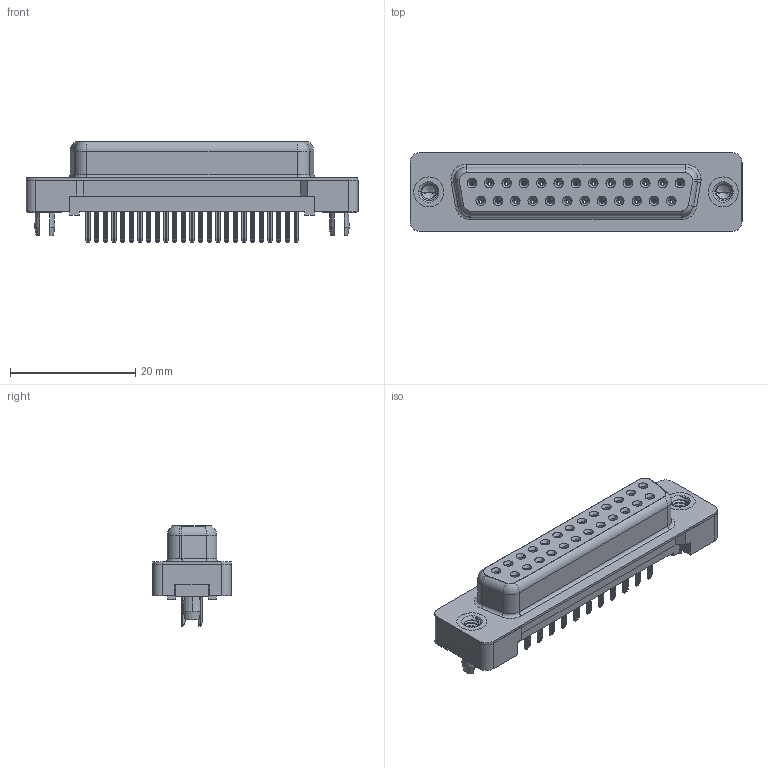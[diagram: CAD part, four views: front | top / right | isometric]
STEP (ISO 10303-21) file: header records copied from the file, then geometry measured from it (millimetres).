
FILE_DESCRIPTION (( 'STEP AP203' ), '1' );
FILE_NAME ('628-025-324-216.STEP', '2020-07-16T00:01:51', ( '' ), ( '' ), 'SwSTEP 2.0', 'SolidWorks 2020', '' );
FILE_SCHEMA (( 'CONFIG_CONTROL_DESIGN' ));
Length unit declared in the file: millimetre
Products named in the file (6): 628 PB Contact Row 1_24; 628 PB Shell_25 Contacts; 628 Plastic Body Housing_25 Contacts; 628 PB 4-40 Threaded Rivet with Boardlock; 628 PB Contact Row 2_24; 628-025-324-216
Assembly tree (29 placements, depth 2):
  628-025-324-216
    628 Plastic Body Housing_25 Contacts
    628 PB Shell_25 Contacts
    628 PB Contact Row 1_24  x13
    628 PB Contact Row 2_24  x12
    628 PB 4-40 Threaded Rivet with Boardlock  x2
Bounding box: 53.05 x 12.55 x 16.1 mm (x, y, z)
Volume: 3339.5 mm3; surface area: 8774.5 mm2
Topology: 29 solids, 29 shells, 2111 faces, 5131 edges, 3116 vertices
Faces by surface type: plane 884, cylinder 498, bspline 406, torus 176, cone 147
Entity records: 20114 total; most frequent: CARTESIAN_POINT 5305, ORIENTED_EDGE 2804, DIRECTION 2777, EDGE_CURVE 1402, AXIS2_PLACEMENT_3D 957, VERTEX_POINT 879, LINE 863, VECTOR 863
